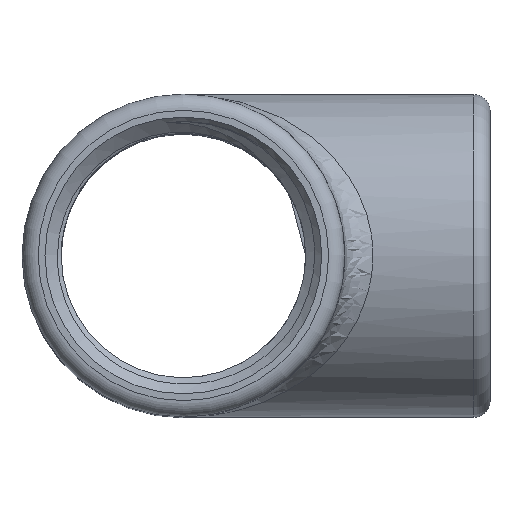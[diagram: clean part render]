
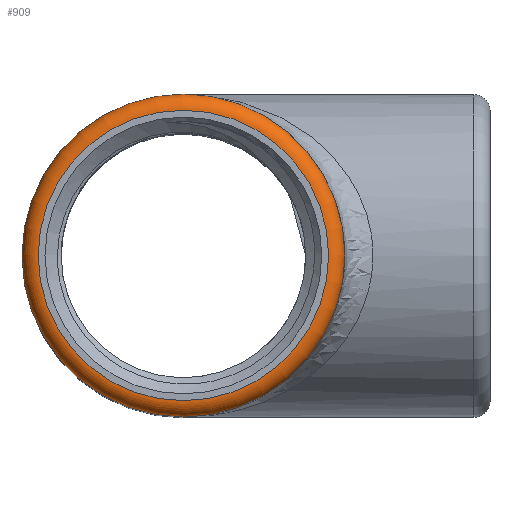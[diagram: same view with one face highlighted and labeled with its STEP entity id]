
A CAD part, top view. The second image highlights one B-rep face of the part: STEP entity #909.
In plain terms, the highlighted toroidal (fillet/blend) face has major radius 18 mm and minor radius 2 mm.
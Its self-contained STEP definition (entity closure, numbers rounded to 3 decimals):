
#23=TOROIDAL_SURFACE('',#955,18.,2.);
#36=CIRCLE('',#937,18.);
#43=CIRCLE('',#950,20.);
#446=ORIENTED_EDGE('',*,*,#609,.F.);
#447=ORIENTED_EDGE('',*,*,#618,.F.);
#609=EDGE_CURVE('',#755,#755,#36,.T.);
#618=EDGE_CURVE('',#761,#761,#43,.T.);
#755=VERTEX_POINT('',#12223);
#761=VERTEX_POINT('',#12242);
#827=EDGE_LOOP('',(#446));
#828=EDGE_LOOP('',(#447));
#869=FACE_BOUND('',#827,.T.);
#870=FACE_BOUND('',#828,.T.);
#909=ADVANCED_FACE('',(#869,#870),#23,.T.);
#937=AXIS2_PLACEMENT_3D('',#12222,#987,#988);
#950=AXIS2_PLACEMENT_3D('',#12241,#1013,#1014);
#955=AXIS2_PLACEMENT_3D('',#12263,#1023,#1024);
#987=DIRECTION('',(0.,0.,1.));
#988=DIRECTION('',(1.,0.,0.));
#1013=DIRECTION('',(0.,0.,-1.));
#1014=DIRECTION('',(1.,0.,0.));
#1023=DIRECTION('',(0.,0.,1.));
#1024=DIRECTION('',(1.,0.,0.));
#12222=CARTESIAN_POINT('',(0.,0.,38.));
#12223=CARTESIAN_POINT('',(18.,0.,38.));
#12241=CARTESIAN_POINT('',(0.,0.,36.));
#12242=CARTESIAN_POINT('',(20.,0.,36.));
#12263=CARTESIAN_POINT('',(0.,0.,36.));
